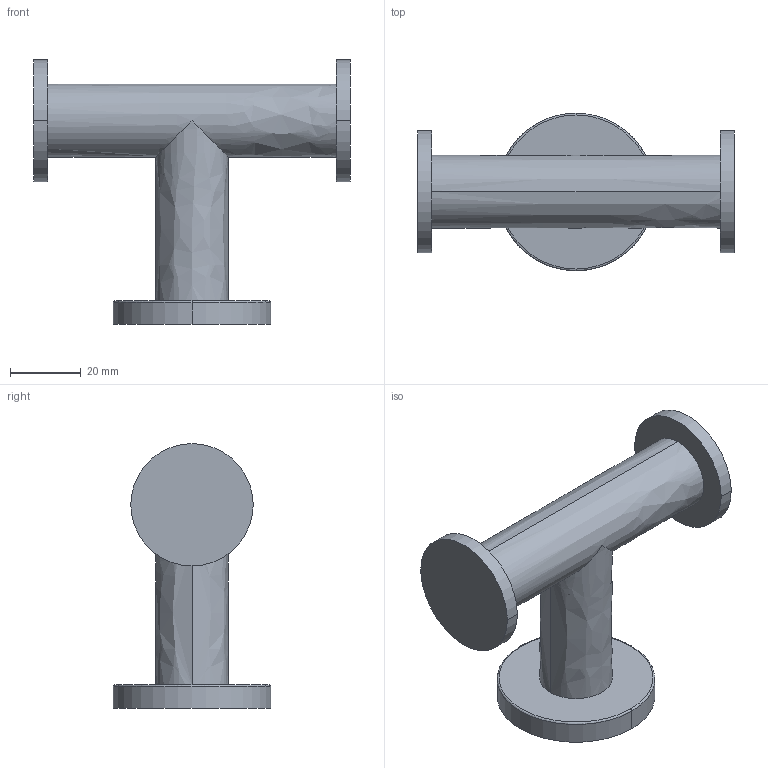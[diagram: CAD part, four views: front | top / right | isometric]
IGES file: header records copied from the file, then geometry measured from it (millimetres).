
Start section:  PTC IGES file: 36-13.igs
Global section: file name: 36-13.igs; native system: Creo Parametric by PTC Inc.; preprocessor: 2018400; author: jinson.thomas; organization: Unknown; date: 20211028.102248; units: inch
Bounding box: 89.28 x 44.45 x 74.65 mm (x, y, z)
Volume: 58726.1 mm3; surface area: 15294.7 mm2
Topology: 1 solids, 1 shells, 18 faces, 37 edges, 24 vertices
Faces by surface type: revolution 12, bspline 6
